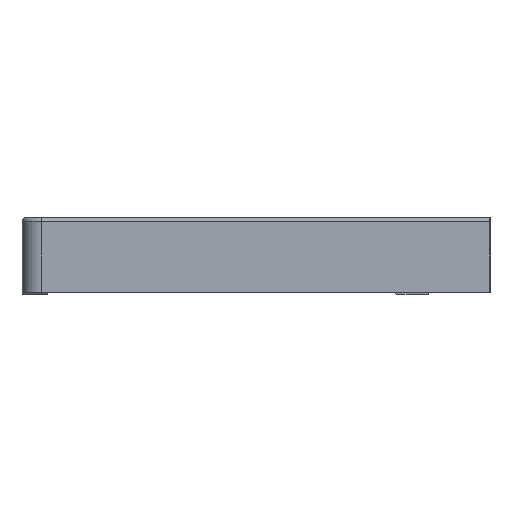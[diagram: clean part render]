
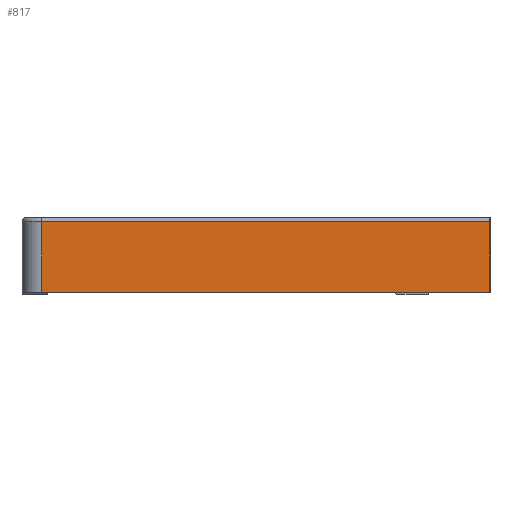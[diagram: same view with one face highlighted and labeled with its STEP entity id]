
A CAD part, left-side view. The second image highlights one B-rep face of the part: STEP entity #817.
In plain terms, the highlighted planar face has unit normal (-1, 0, 0).
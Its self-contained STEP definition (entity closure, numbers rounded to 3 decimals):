
#285 = DIRECTION ( 'NONE',  ( 0., 0., -1. ) ) ;
#817 = ADVANCED_FACE ( 'NONE', ( #13406 ), #1910, .F. ) ;
#1462 = CARTESIAN_POINT ( 'NONE',  ( -6.08, -5.9, 0. ) ) ;
#1910 = PLANE ( 'NONE',  #20744 ) ;
#2153 = DIRECTION ( 'NONE',  ( 0., 0., -1. ) ) ;
#3170 = CARTESIAN_POINT ( 'NONE',  ( -6.08, -5.9, 1.78 ) ) ;
#3407 = LINE ( 'NONE', #3170, #13119 ) ;
#3949 = LINE ( 'NONE', #19054, #21006 ) ;
#4551 = ORIENTED_EDGE ( 'NONE', *, *, #8251, .T. ) ;
#5437 = ORIENTED_EDGE ( 'NONE', *, *, #11824, .F. ) ;
#5741 = DIRECTION ( 'NONE',  ( 0., -1., 0. ) ) ;
#6635 = VERTEX_POINT ( 'NONE', #22024 ) ;
#7476 = CARTESIAN_POINT ( 'NONE',  ( -6.08, 5.4, 1.88 ) ) ;
#7860 = DIRECTION ( 'NONE',  ( 1., 0., 0. ) ) ;
#8015 = VECTOR ( 'NONE', #2153, 1000. ) ;
#8251 = EDGE_CURVE ( 'NONE', #17786, #17754, #3407, .T. ) ;
#9268 = ORIENTED_EDGE ( 'NONE', *, *, #15691, .T. ) ;
#10716 = DIRECTION ( 'NONE',  ( 0., 1., 0. ) ) ;
#11543 = CARTESIAN_POINT ( 'NONE',  ( -6.08, -5.9, 1.88 ) ) ;
#11824 = EDGE_CURVE ( 'NONE', #17786, #14131, #3949, .T. ) ;
#12426 = ORIENTED_EDGE ( 'NONE', *, *, #18270, .T. ) ;
#13119 = VECTOR ( 'NONE', #10716, 1000. ) ;
#13406 = FACE_OUTER_BOUND ( 'NONE', #22262, .T. ) ;
#14131 = VERTEX_POINT ( 'NONE', #1462 ) ;
#15140 = LINE ( 'NONE', #17252, #20443 ) ;
#15691 = EDGE_CURVE ( 'NONE', #17754, #6635, #24459, .T. ) ;
#17252 = CARTESIAN_POINT ( 'NONE',  ( -6.08, -5.9, 0. ) ) ;
#17754 = VERTEX_POINT ( 'NONE', #22568 ) ;
#17786 = VERTEX_POINT ( 'NONE', #18941 ) ;
#18270 = EDGE_CURVE ( 'NONE', #6635, #14131, #15140, .T. ) ;
#18941 = CARTESIAN_POINT ( 'NONE',  ( -6.08, -5.9, 1.78 ) ) ;
#19054 = CARTESIAN_POINT ( 'NONE',  ( -6.08, -5.9, 1.88 ) ) ;
#20443 = VECTOR ( 'NONE', #5741, 1000. ) ;
#20744 = AXIS2_PLACEMENT_3D ( 'NONE', #11543, #7860, #20853 ) ;
#20853 = DIRECTION ( 'NONE',  ( 0., 0., -1. ) ) ;
#21006 = VECTOR ( 'NONE', #285, 1000. ) ;
#22024 = CARTESIAN_POINT ( 'NONE',  ( -6.08, 5.4, 0. ) ) ;
#22262 = EDGE_LOOP ( 'NONE', ( #5437, #4551, #9268, #12426 ) ) ;
#22568 = CARTESIAN_POINT ( 'NONE',  ( -6.08, 5.4, 1.78 ) ) ;
#24459 = LINE ( 'NONE', #7476, #8015 ) ;
